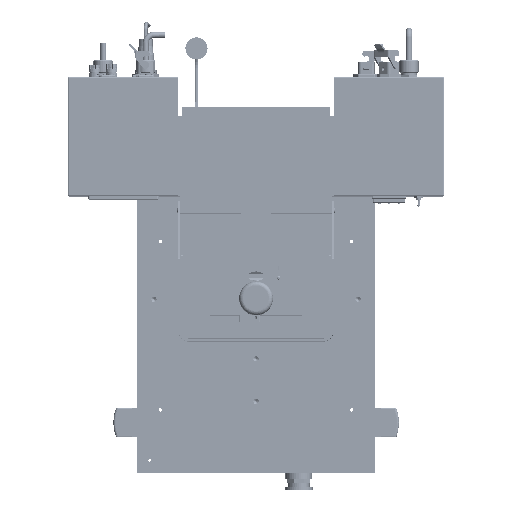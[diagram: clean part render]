
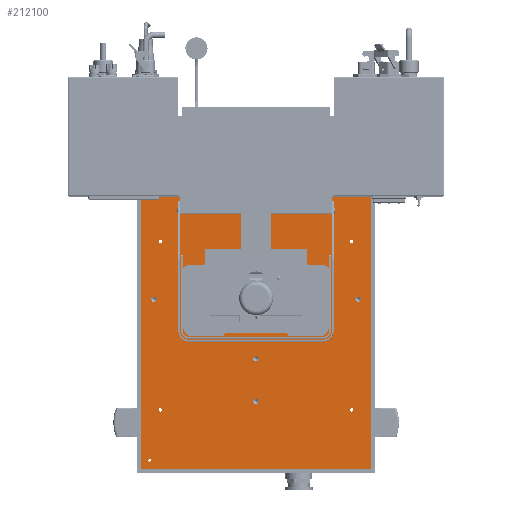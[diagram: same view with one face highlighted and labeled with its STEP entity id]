
A CAD part, top view. The second image highlights one B-rep face of the part: STEP entity #212100.
In plain terms, the highlighted planar face has unit normal (0, 0, 1).
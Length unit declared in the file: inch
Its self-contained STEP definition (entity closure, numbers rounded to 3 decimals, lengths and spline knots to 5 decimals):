
#211551=CARTESIAN_POINT('',(2.6565,-9.51043,-0.01));
#211552=VERTEX_POINT('',#211551);
#211559=CARTESIAN_POINT('',(2.5,-9.51043,-0.01));
#211560=DIRECTION('',(0.,0.,-1.));
#211561=DIRECTION('',(1.,0.,0.));
#211562=AXIS2_PLACEMENT_3D('',#211559,#211560,#211561);
#211563=CIRCLE('',#211562,0.1565);
#211564=EDGE_CURVE('',#211552,#211552,#211563,.T.);
#211576=CARTESIAN_POINT('',(2.6565,-12.01043,-0.01));
#211577=VERTEX_POINT('',#211576);
#211584=CARTESIAN_POINT('',(2.5,-12.01043,-0.01));
#211585=DIRECTION('',(0.,0.,-1.));
#211586=DIRECTION('',(-1.,0.01,0.));
#211587=AXIS2_PLACEMENT_3D('',#211584,#211585,#211586);
#211588=CIRCLE('',#211587,0.1565);
#211589=EDGE_CURVE('',#211577,#211577,#211588,.T.);
#211601=CARTESIAN_POINT('',(8.6565,-6.01043,-0.01));
#211602=VERTEX_POINT('',#211601);
#211609=CARTESIAN_POINT('',(8.5,-6.01043,-0.01));
#211610=DIRECTION('',(0.,0.,-1.));
#211611=DIRECTION('',(1.,0.,0.));
#211612=AXIS2_PLACEMENT_3D('',#211609,#211610,#211611);
#211613=CIRCLE('',#211612,0.1565);
#211614=EDGE_CURVE('',#211602,#211602,#211613,.T.);
#211626=CARTESIAN_POINT('',(6.1565,-6.01043,-0.01));
#211627=VERTEX_POINT('',#211626);
#211634=CARTESIAN_POINT('',(6.,-6.01043,-0.01));
#211635=DIRECTION('',(0.,0.,-1.));
#211636=DIRECTION('',(1.,0.,0.));
#211637=AXIS2_PLACEMENT_3D('',#211634,#211635,#211636);
#211638=CIRCLE('',#211637,0.1565);
#211639=EDGE_CURVE('',#211627,#211627,#211638,.T.);
#211651=CARTESIAN_POINT('',(-3.3435,-6.01043,-0.01));
#211652=VERTEX_POINT('',#211651);
#211659=CARTESIAN_POINT('',(-3.5,-6.01043,-0.01));
#211660=DIRECTION('',(0.,0.,-1.));
#211661=DIRECTION('',(1.,0.,0.));
#211662=AXIS2_PLACEMENT_3D('',#211659,#211660,#211661);
#211663=CIRCLE('',#211662,0.1565);
#211664=EDGE_CURVE('',#211652,#211652,#211663,.T.);
#211684=CARTESIAN_POINT('',(-3.0245,-2.61043,-0.01));
#211685=VERTEX_POINT('',#211684);
#211692=CARTESIAN_POINT('',(-3.125,-2.61043,-0.01));
#211693=DIRECTION('',(0.,0.,-1.));
#211694=DIRECTION('',(1.,0.,0.));
#211695=AXIS2_PLACEMENT_3D('',#211692,#211693,#211694);
#211696=CIRCLE('',#211695,0.1005);
#211697=EDGE_CURVE('',#211685,#211685,#211696,.T.);
#211709=CARTESIAN_POINT('',(2.6565,-2.51043,-0.01));
#211710=VERTEX_POINT('',#211709);
#211717=CARTESIAN_POINT('',(2.5,-2.51043,-0.01));
#211718=DIRECTION('',(0.,0.,-1.));
#211719=DIRECTION('',(1.,0.,0.));
#211720=AXIS2_PLACEMENT_3D('',#211717,#211718,#211719);
#211721=CIRCLE('',#211720,0.1565);
#211722=EDGE_CURVE('',#211710,#211710,#211721,.T.);
#211734=CARTESIAN_POINT('',(-0.8435,-6.01043,-0.01));
#211735=VERTEX_POINT('',#211734);
#211742=CARTESIAN_POINT('',(-1.,-6.01043,-0.01));
#211743=DIRECTION('',(0.,0.,-1.));
#211744=DIRECTION('',(1.,0.,0.));
#211745=AXIS2_PLACEMENT_3D('',#211742,#211743,#211744);
#211746=CIRCLE('',#211745,0.1565);
#211747=EDGE_CURVE('',#211735,#211735,#211746,.T.);
#211768=CARTESIAN_POINT('',(9.25,-15.98043,-0.01));
#211769=VERTEX_POINT('',#211768);
#211776=CARTESIAN_POINT('',(-4.25,-15.98043,-0.01));
#211777=VERTEX_POINT('',#211776);
#211778=CARTESIAN_POINT('',(9.,-15.98043,-0.01));
#211779=DIRECTION('',(1.,0.,0.));
#211780=VECTOR('',#211779,39.37008);
#211781=LINE('',#211778,#211780);
#211782=EDGE_CURVE('',#211777,#211769,#211781,.T.);
#211798=CARTESIAN_POINT('',(9.25,4.51957,-0.01));
#211799=VERTEX_POINT('',#211798);
#211800=CARTESIAN_POINT('',(9.25,4.26957,-0.01));
#211801=DIRECTION('',(0.,1.,0.));
#211802=VECTOR('',#211801,39.37008);
#211803=LINE('',#211800,#211802);
#211804=EDGE_CURVE('',#211769,#211799,#211803,.T.);
#211837=CARTESIAN_POINT('',(-4.25,4.51957,-0.01));
#211838=VERTEX_POINT('',#211837);
#211845=CARTESIAN_POINT('',(9.,4.51957,-0.01));
#211846=DIRECTION('',(-1.,0.,0.));
#211847=VECTOR('',#211846,39.37008);
#211848=LINE('',#211845,#211847);
#211849=EDGE_CURVE('',#211799,#211838,#211848,.T.);
#211867=CARTESIAN_POINT('',(-4.25,4.26957,-0.01));
#211868=DIRECTION('',(0.,-1.,0.));
#211869=VECTOR('',#211868,39.37008);
#211870=LINE('',#211867,#211869);
#211871=EDGE_CURVE('',#211838,#211777,#211870,.T.);
#211891=CARTESIAN_POINT('',(-3.0245,-12.51043,-0.01));
#211892=VERTEX_POINT('',#211891);
#211899=CARTESIAN_POINT('',(-3.125,-12.51043,-0.01));
#211900=DIRECTION('',(0.,0.,-1.));
#211901=DIRECTION('',(1.,0.,0.));
#211902=AXIS2_PLACEMENT_3D('',#211899,#211900,#211901);
#211903=CIRCLE('',#211902,0.1005);
#211904=EDGE_CURVE('',#211892,#211892,#211903,.T.);
#211915=CARTESIAN_POINT('',(-3.8295,-15.48043,-0.01));
#211916=VERTEX_POINT('',#211915);
#211917=CARTESIAN_POINT('',(-3.75,-15.48043,-0.01));
#211918=DIRECTION('',(0.,0.,1.));
#211919=DIRECTION('',(1.,0.,0.));
#211920=AXIS2_PLACEMENT_3D('',#211917,#211918,#211919);
#211921=CIRCLE('',#211920,0.0795);
#211922=EDGE_CURVE('',#211916,#211916,#211921,.T.);
#212026=ORIENTED_EDGE('',*,*,#211849,.T.);
#212027=ORIENTED_EDGE('',*,*,#211871,.T.);
#212028=ORIENTED_EDGE('',*,*,#211782,.T.);
#212029=ORIENTED_EDGE('',*,*,#211804,.T.);
#212030=EDGE_LOOP('',(#212026,#212027,#212028,#212029));
#212031=FACE_OUTER_BOUND('',#212030,.T.);
#212032=ORIENTED_EDGE('',*,*,#211747,.T.);
#212033=EDGE_LOOP('',(#212032));
#212034=FACE_BOUND('',#212033,.T.);
#212035=ORIENTED_EDGE('',*,*,#211722,.T.);
#212036=EDGE_LOOP('',(#212035));
#212037=FACE_BOUND('',#212036,.T.);
#212038=CARTESIAN_POINT('',(2.5,-6.13543,-0.01));
#212039=VERTEX_POINT('',#212038);
#212040=CARTESIAN_POINT('',(2.5,-6.01043,-0.01));
#212041=DIRECTION('',(0.,0.,1.));
#212042=DIRECTION('',(0.,-1.,0.));
#212043=AXIS2_PLACEMENT_3D('',#212040,#212041,#212042);
#212044=CIRCLE('',#212043,0.125);
#212045=EDGE_CURVE('',#212039,#212039,#212044,.T.);
#212046=ORIENTED_EDGE('',*,*,#212045,.F.);
#212047=EDGE_LOOP('',(#212046));
#212048=FACE_BOUND('',#212047,.T.);
#212049=ORIENTED_EDGE('',*,*,#211697,.T.);
#212050=EDGE_LOOP('',(#212049));
#212051=FACE_BOUND('',#212050,.T.);
#212052=ORIENTED_EDGE('',*,*,#211664,.T.);
#212053=EDGE_LOOP('',(#212052));
#212054=FACE_BOUND('',#212053,.T.);
#212055=ORIENTED_EDGE('',*,*,#211639,.T.);
#212056=EDGE_LOOP('',(#212055));
#212057=FACE_BOUND('',#212056,.T.);
#212058=ORIENTED_EDGE('',*,*,#211614,.T.);
#212059=EDGE_LOOP('',(#212058));
#212060=FACE_BOUND('',#212059,.T.);
#212061=CARTESIAN_POINT('',(8.2255,-2.61043,-0.01));
#212062=VERTEX_POINT('',#212061);
#212063=CARTESIAN_POINT('',(8.125,-2.61043,-0.01));
#212064=DIRECTION('',(0.,0.,-1.));
#212065=DIRECTION('',(1.,0.,0.));
#212066=AXIS2_PLACEMENT_3D('',#212063,#212064,#212065);
#212067=CIRCLE('',#212066,0.1005);
#212068=EDGE_CURVE('',#212062,#212062,#212067,.T.);
#212069=ORIENTED_EDGE('',*,*,#212068,.T.);
#212070=EDGE_LOOP('',(#212069));
#212071=FACE_BOUND('',#212070,.T.);
#212072=ORIENTED_EDGE('',*,*,#211904,.T.);
#212073=EDGE_LOOP('',(#212072));
#212074=FACE_BOUND('',#212073,.T.);
#212075=ORIENTED_EDGE('',*,*,#211922,.F.);
#212076=EDGE_LOOP('',(#212075));
#212077=FACE_BOUND('',#212076,.T.);
#212078=CARTESIAN_POINT('',(8.2255,-12.51043,-0.01));
#212079=VERTEX_POINT('',#212078);
#212080=CARTESIAN_POINT('',(8.125,-12.51043,-0.01));
#212081=DIRECTION('',(0.,0.,-1.));
#212082=DIRECTION('',(1.,0.,0.));
#212083=AXIS2_PLACEMENT_3D('',#212080,#212081,#212082);
#212084=CIRCLE('',#212083,0.1005);
#212085=EDGE_CURVE('',#212079,#212079,#212084,.T.);
#212086=ORIENTED_EDGE('',*,*,#212085,.T.);
#212087=EDGE_LOOP('',(#212086));
#212088=FACE_BOUND('',#212087,.T.);
#212089=ORIENTED_EDGE('',*,*,#211589,.T.);
#212090=EDGE_LOOP('',(#212089));
#212091=FACE_BOUND('',#212090,.T.);
#212092=ORIENTED_EDGE('',*,*,#211564,.T.);
#212093=EDGE_LOOP('',(#212092));
#212094=FACE_BOUND('',#212093,.T.);
#212095=CARTESIAN_POINT('',(-4.,4.26957,-0.01));
#212096=DIRECTION('',(0.,0.,1.));
#212097=DIRECTION('',(1.,0.,0.));
#212098=AXIS2_PLACEMENT_3D('',#212095,#212096,#212097);
#212099=PLANE('',#212098);
#212100=ADVANCED_FACE('',(#212031,#212034,#212037,#212048,#212051,#212054,#212057,#212060,#212071,#212074,#212077,#212088,#212091,#212094),#212099,.T.);
